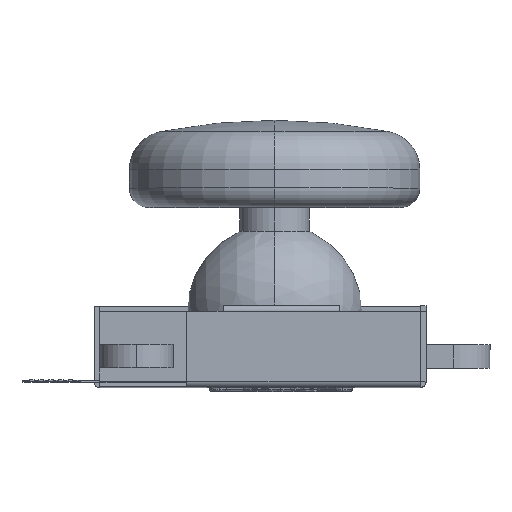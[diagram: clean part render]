
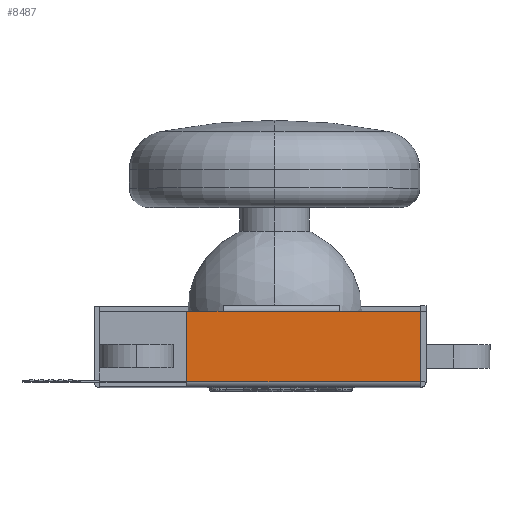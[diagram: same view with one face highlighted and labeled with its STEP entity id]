
A CAD part, top view. The second image highlights one B-rep face of the part: STEP entity #8487.
In plain terms, the highlighted planar face has unit normal (0, 0, 1).
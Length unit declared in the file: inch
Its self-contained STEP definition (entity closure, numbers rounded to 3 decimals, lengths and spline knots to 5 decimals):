
#68 = DIRECTION ( 'NONE',  ( -1., 0., 0. ) ) ;
#124 = EDGE_CURVE ( 'Edge45', #3108, #1092, #1025, .T. ) ;
#144 = ORIENTED_EDGE ( 'NONE', *, *, #2816, .T. ) ;
#150 = CARTESIAN_POINT ( 'NONE',  ( 0., 0.01102, 0.37402 ) ) ;
#293 = VERTEX_POINT ( 'NONE', #8144 ) ;
#408 = VECTOR ( 'NONE', #470, 39.37008 ) ;
#470 = DIRECTION ( 'NONE',  ( -1., 0., 0. ) ) ;
#572 = CARTESIAN_POINT ( 'NONE',  ( 0., 0., 0.37402 ) ) ;
#576 = VECTOR ( 'NONE', #1887, 39.37008 ) ;
#844 = CARTESIAN_POINT ( 'NONE',  ( 0.32638, 0.15433, 0.37402 ) ) ;
#1025 = LINE ( 'NONE', #5472, #2734 ) ;
#1092 = VERTEX_POINT ( 'NONE', #3387 ) ;
#1096 = ORIENTED_EDGE ( 'NONE', *, *, #1682, .T. ) ;
#1114 = LINE ( 'NONE', #150, #4743 ) ;
#1289 = DIRECTION ( 'NONE',  ( 0., 0., -1. ) ) ;
#1546 = VERTEX_POINT ( 'NONE', #4853 ) ;
#1682 = EDGE_CURVE ( 'Edge18', #1546, #2764, #6564, .T. ) ;
#1831 = DIRECTION ( 'NONE',  ( -1., 0., 0. ) ) ;
#1887 = DIRECTION ( 'NONE',  ( 0., 1., 0. ) ) ;
#2033 = LINE ( 'NONE', #8738, #3728 ) ;
#2393 = CARTESIAN_POINT ( 'NONE',  ( -0.14921, 0.15433, 0.37402 ) ) ;
#2734 = VECTOR ( 'NONE', #1831, 39.37008 ) ;
#2764 = VERTEX_POINT ( 'NONE', #844 ) ;
#2816 = EDGE_CURVE ( 'NONE', #2764, #3108, #2033, .T. ) ;
#3108 = VERTEX_POINT ( 'NONE', #6194 ) ;
#3387 = CARTESIAN_POINT ( 'NONE',  ( -0.0752, 0.15433, 0.37402 ) ) ;
#3728 = VECTOR ( 'NONE', #68, 39.37008 ) ;
#3989 = EDGE_CURVE ( 'Edge19', #293, #1546, #1114, .T. ) ;
#4020 = VERTEX_POINT ( 'NONE', #2393 ) ;
#4137 = CARTESIAN_POINT ( 'NONE',  ( -0.14921, 0., 0.37402 ) ) ;
#4696 = ORIENTED_EDGE ( 'NONE', *, *, #3989, .T. ) ;
#4743 = VECTOR ( 'NONE', #7389, 39.37008 ) ;
#4796 = CARTESIAN_POINT ( 'NONE',  ( 0., 0.15433, 0.37402 ) ) ;
#4853 = CARTESIAN_POINT ( 'NONE',  ( 0.32638, 0.01102, 0.37402 ) ) ;
#5027 = ORIENTED_EDGE ( 'NONE', *, *, #5311, .T. ) ;
#5197 = VECTOR ( 'NONE', #9209, 39.37008 ) ;
#5311 = EDGE_CURVE ( 'Edge46', #4020, #293, #8821, .T. ) ;
#5472 = CARTESIAN_POINT ( 'NONE',  ( -0.14921, 0.15433, 0.37402 ) ) ;
#5943 = LINE ( 'NONE', #4796, #408 ) ;
#5983 = EDGE_LOOP ( 'NONE', ( #144, #6937, #8499, #5027, #4696, #1096 ) ) ;
#6194 = CARTESIAN_POINT ( 'NONE',  ( 0.16102, 0.15433, 0.37402 ) ) ;
#6328 = DIRECTION ( 'NONE',  ( -1., 0., 0. ) ) ;
#6564 = LINE ( 'NONE', #7074, #576 ) ;
#6937 = ORIENTED_EDGE ( 'NONE', *, *, #124, .T. ) ;
#7074 = CARTESIAN_POINT ( 'NONE',  ( 0.32638, 0., 0.37402 ) ) ;
#7389 = DIRECTION ( 'NONE',  ( 1., 0., 0. ) ) ;
#8144 = CARTESIAN_POINT ( 'NONE',  ( -0.14921, 0.01102, 0.37402 ) ) ;
#8353 = AXIS2_PLACEMENT_3D ( 'NONE', #572, #1289, #6328 ) ;
#8487 = ADVANCED_FACE ( 'Face12', ( #8797 ), #9263, .F. ) ;
#8499 = ORIENTED_EDGE ( 'NONE', *, *, #9083, .T. ) ;
#8738 = CARTESIAN_POINT ( 'NONE',  ( -0.14921, 0.15433, 0.37402 ) ) ;
#8797 = FACE_OUTER_BOUND ( 'NONE', #5983, .T. ) ;
#8821 = LINE ( 'NONE', #4137, #5197 ) ;
#9083 = EDGE_CURVE ( 'NONE', #1092, #4020, #5943, .T. ) ;
#9209 = DIRECTION ( 'NONE',  ( 0., -1., 0. ) ) ;
#9263 = PLANE ( 'NONE',  #8353 ) ;
